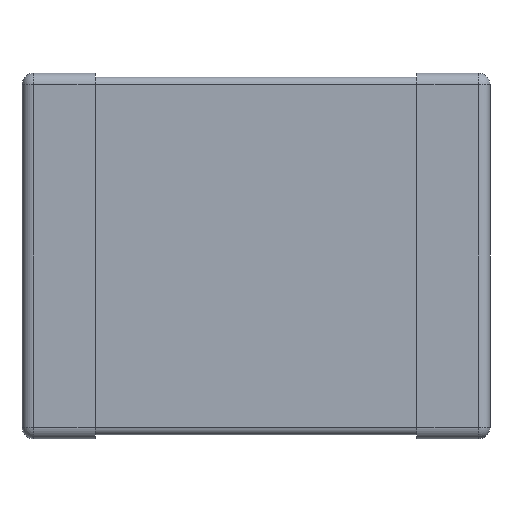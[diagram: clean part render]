
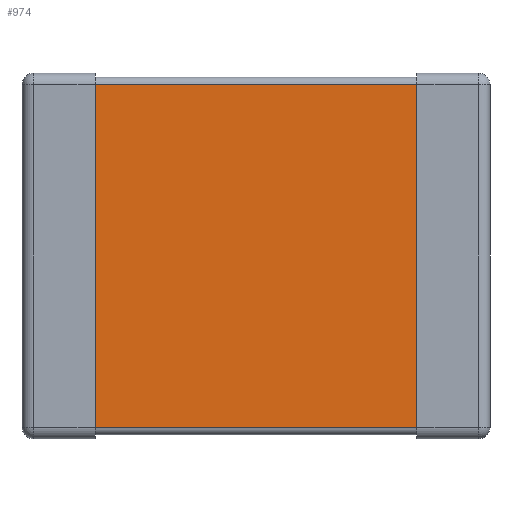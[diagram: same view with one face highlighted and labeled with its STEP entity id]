
A CAD part, front view. The second image highlights one B-rep face of the part: STEP entity #974.
In plain terms, the highlighted planar face has unit normal (0, -1, 0).
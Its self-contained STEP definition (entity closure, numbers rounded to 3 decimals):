
#1 = DIRECTION ( 'NONE',  ( -1., 0., 0. ) ) ;
#66 = VERTEX_POINT ( 'NONE', #259 ) ;
#77 = LINE ( 'NONE', #338, #577 ) ;
#116 = VECTOR ( 'NONE', #288, 1000. ) ;
#195 = PLANE ( 'NONE',  #1184 ) ;
#198 = ORIENTED_EDGE ( 'NONE', *, *, #947, .F. ) ;
#226 = CARTESIAN_POINT ( 'NONE',  ( 1.1, 0.027, -1.17 ) ) ;
#259 = CARTESIAN_POINT ( 'NONE',  ( -1.1, 0.027, -1.17 ) ) ;
#264 = VECTOR ( 'NONE', #1, 1000. ) ;
#288 = DIRECTION ( 'NONE',  ( 0., 0., -1. ) ) ;
#305 = VERTEX_POINT ( 'NONE', #330 ) ;
#323 = DIRECTION ( 'NONE',  ( 0., 0., -1. ) ) ;
#330 = CARTESIAN_POINT ( 'NONE',  ( 1.1, 0.027, 1.17 ) ) ;
#338 = CARTESIAN_POINT ( 'NONE',  ( 1.1, 0.027, 1.17 ) ) ;
#517 = FACE_OUTER_BOUND ( 'NONE', #606, .T. ) ;
#577 = VECTOR ( 'NONE', #323, 1000. ) ;
#587 = CARTESIAN_POINT ( 'NONE',  ( 500000., 0.027, 1.17 ) ) ;
#606 = EDGE_LOOP ( 'NONE', ( #198, #1276, #695, #970 ) ) ;
#607 = EDGE_CURVE ( 'NONE', #305, #1097, #802, .T. ) ;
#695 = ORIENTED_EDGE ( 'NONE', *, *, #812, .T. ) ;
#708 = VECTOR ( 'NONE', #820, 1000. ) ;
#802 = LINE ( 'NONE', #587, #264 ) ;
#812 = EDGE_CURVE ( 'NONE', #1097, #66, #925, .T. ) ;
#815 = CARTESIAN_POINT ( 'NONE',  ( -1.1, 0.027, 1.17 ) ) ;
#820 = DIRECTION ( 'NONE',  ( -1., 0., 0. ) ) ;
#883 = CARTESIAN_POINT ( 'NONE',  ( 500000., 0.027, 1.17 ) ) ;
#925 = LINE ( 'NONE', #1189, #116 ) ;
#939 = VERTEX_POINT ( 'NONE', #226 ) ;
#947 = EDGE_CURVE ( 'NONE', #305, #939, #77, .T. ) ;
#970 = ORIENTED_EDGE ( 'NONE', *, *, #1005, .F. ) ;
#974 = ADVANCED_FACE ( 'NONE', ( #517 ), #195, .F. ) ;
#987 = DIRECTION ( 'NONE',  ( 0., 1., 0. ) ) ;
#995 = DIRECTION ( 'NONE',  ( 0., 0., 1. ) ) ;
#1005 = EDGE_CURVE ( 'NONE', #939, #66, #1240, .T. ) ;
#1097 = VERTEX_POINT ( 'NONE', #815 ) ;
#1184 = AXIS2_PLACEMENT_3D ( 'NONE', #883, #987, #995 ) ;
#1189 = CARTESIAN_POINT ( 'NONE',  ( -1.1, 0.027, 1.17 ) ) ;
#1207 = CARTESIAN_POINT ( 'NONE',  ( 500000., 0.027, -1.17 ) ) ;
#1240 = LINE ( 'NONE', #1207, #708 ) ;
#1276 = ORIENTED_EDGE ( 'NONE', *, *, #607, .T. ) ;
